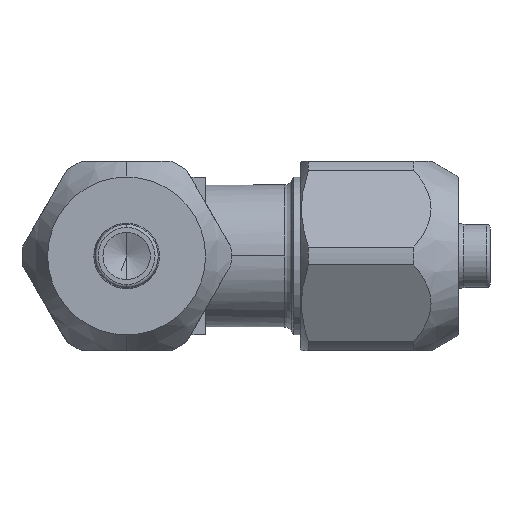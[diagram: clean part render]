
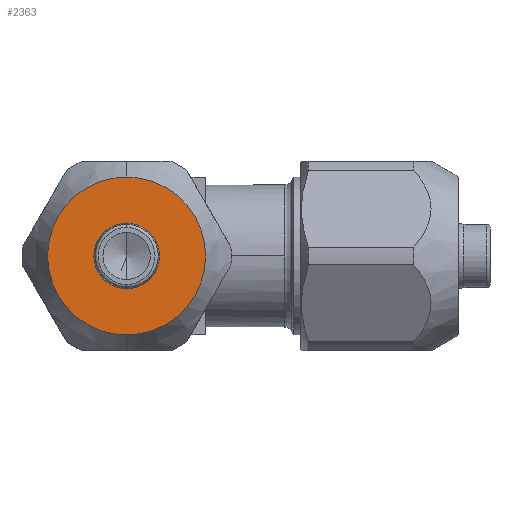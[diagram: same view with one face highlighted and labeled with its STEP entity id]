
A CAD part, front view. The second image highlights one B-rep face of the part: STEP entity #2363.
In plain terms, the highlighted planar face has unit normal (0, -1, 0).
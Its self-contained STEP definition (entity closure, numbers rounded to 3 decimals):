
#6 = CIRCLE ( 'NONE', #2021, 2.075 ) ;
#137 = FACE_BOUND ( 'NONE', #519, .T. ) ;
#138 = FACE_OUTER_BOUND ( 'NONE', #518, .T. ) ;
#251 = CARTESIAN_POINT ( 'NONE',  ( 0., -21., 0. ) ) ;
#252 = DIRECTION ( 'NONE',  ( 0., 1., 0. ) ) ;
#253 = DIRECTION ( 'NONE',  ( 0., 0., -1. ) ) ;
#268 = CARTESIAN_POINT ( 'NONE',  ( 0., -21., 0. ) ) ;
#269 = DIRECTION ( 'NONE',  ( 0., 1., 0. ) ) ;
#270 = DIRECTION ( 'NONE',  ( 0., 0., -1. ) ) ;
#384 = CARTESIAN_POINT ( 'NONE',  ( 0., -21., 0. ) ) ;
#385 = DIRECTION ( 'NONE',  ( 0., 1., 0. ) ) ;
#386 = DIRECTION ( 'NONE',  ( 0., 0., -1. ) ) ;
#387 = CARTESIAN_POINT ( 'NONE',  ( 0., -21., 0. ) ) ;
#388 = DIRECTION ( 'NONE',  ( 0., 1., 0. ) ) ;
#389 = DIRECTION ( 'NONE',  ( 0., 0., -1. ) ) ;
#485 = ORIENTED_EDGE ( 'NONE', *, *, #2637, .F. ) ;
#489 = ORIENTED_EDGE ( 'NONE', *, *, #2659, .F. ) ;
#490 = ORIENTED_EDGE ( 'NONE', *, *, #2660, .T. ) ;
#518 = EDGE_LOOP ( 'NONE', ( #485, #489 ) ) ;
#519 = EDGE_LOOP ( 'NONE', ( #3228, #490 ) ) ;
#1212 = CIRCLE ( 'NONE', #2299, 5. ) ;
#1219 = AXIS2_PLACEMENT_3D ( 'NONE', #1718, #1717, #1716 ) ;
#1373 = VERTEX_POINT ( 'NONE', #1980 ) ;
#1374 = VERTEX_POINT ( 'NONE', #1979 ) ;
#1375 = VERTEX_POINT ( 'NONE', #1978 ) ;
#1376 = VERTEX_POINT ( 'NONE', #1977 ) ;
#1716 = DIRECTION ( 'NONE',  ( 0., 0., 1. ) ) ;
#1717 = DIRECTION ( 'NONE',  ( 0., -1., 0. ) ) ;
#1718 = CARTESIAN_POINT ( 'NONE',  ( -5., -21., 0. ) ) ;
#1719 = PLANE ( 'NONE',  #1219 ) ;
#1977 = CARTESIAN_POINT ( 'NONE',  ( 0., -21., 5. ) ) ;
#1978 = CARTESIAN_POINT ( 'NONE',  ( 0., -21., -5. ) ) ;
#1979 = CARTESIAN_POINT ( 'NONE',  ( 0., -21., 2.075 ) ) ;
#1980 = CARTESIAN_POINT ( 'NONE',  ( 0., -21., -2.075 ) ) ;
#2021 = AXIS2_PLACEMENT_3D ( 'NONE', #251, #252, #253 ) ;
#2299 = AXIS2_PLACEMENT_3D ( 'NONE', #268, #269, #270 ) ;
#2363 = ADVANCED_FACE ( 'NONE', ( #138, #137 ), #1719, .T. ) ;
#2631 = EDGE_CURVE ( 'NONE', #1374, #1373, #6, .T. ) ;
#2637 = EDGE_CURVE ( 'NONE', #1375, #1376, #1212, .T. ) ;
#2659 = EDGE_CURVE ( 'NONE', #1376, #1375, #3165, .T. ) ;
#2660 = EDGE_CURVE ( 'NONE', #1373, #1374, #3168, .T. ) ;
#3165 = CIRCLE ( 'NONE', #3172, 5. ) ;
#3168 = CIRCLE ( 'NONE', #3173, 2.075 ) ;
#3172 = AXIS2_PLACEMENT_3D ( 'NONE', #384, #385, #386 ) ;
#3173 = AXIS2_PLACEMENT_3D ( 'NONE', #387, #388, #389 ) ;
#3228 = ORIENTED_EDGE ( 'NONE', *, *, #2631, .T. ) ;
